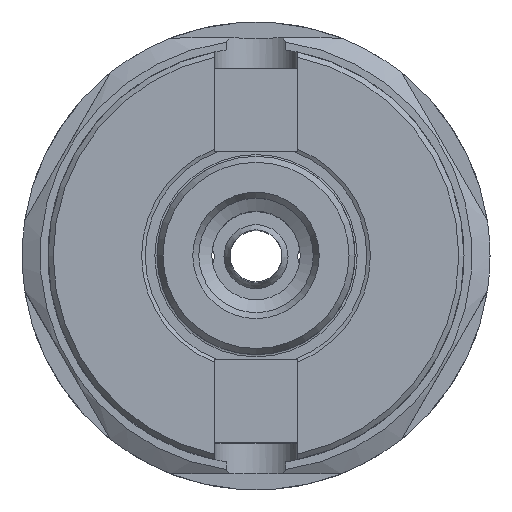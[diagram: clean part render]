
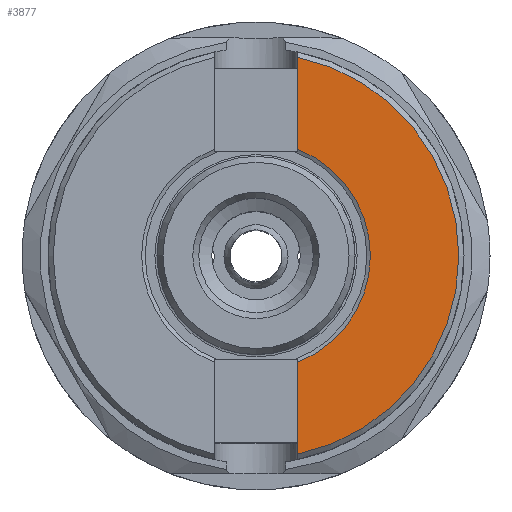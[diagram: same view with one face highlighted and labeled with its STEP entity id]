
A CAD part, top view. The second image highlights one B-rep face of the part: STEP entity #3877.
In plain terms, the highlighted planar face has unit normal (0, 0, 1).
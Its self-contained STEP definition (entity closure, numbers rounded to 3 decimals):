
#539 = LINE ( 'NONE', #3963, #5908 ) ;
#824 = EDGE_CURVE ( 'NONE', #4603, #4285, #2546, .T. ) ;
#1159 = CARTESIAN_POINT ( 'NONE',  ( 4., -19.085, 16. ) ) ;
#1293 = AXIS2_PLACEMENT_3D ( 'NONE', #4868, #1304, #5933 ) ;
#1304 = DIRECTION ( 'NONE',  ( 0., 0., 1. ) ) ;
#1439 = CIRCLE ( 'NONE', #6310, 11. ) ;
#2055 = CARTESIAN_POINT ( 'NONE',  ( 0., 20., 16. ) ) ;
#2183 = CARTESIAN_POINT ( 'NONE',  ( 4., 10.247, 16. ) ) ;
#2199 = CARTESIAN_POINT ( 'NONE',  ( 0., 0., 16. ) ) ;
#2439 = CARTESIAN_POINT ( 'NONE',  ( 4., 19.085, 16. ) ) ;
#2546 = CIRCLE ( 'NONE', #1293, 19.5 ) ;
#2605 = DIRECTION ( 'NONE',  ( -1., 0., 0. ) ) ;
#2734 = DIRECTION ( 'NONE',  ( 1., 0., 0. ) ) ;
#3019 = DIRECTION ( 'NONE',  ( 0., -1., 0. ) ) ;
#3144 = PLANE ( 'NONE',  #6902 ) ;
#3146 = LINE ( 'NONE', #4157, #5964 ) ;
#3295 = VERTEX_POINT ( 'NONE', #5164 ) ;
#3441 = ORIENTED_EDGE ( 'NONE', *, *, #5250, .T. ) ;
#3533 = EDGE_LOOP ( 'NONE', ( #5750, #5344, #3441, #5414 ) ) ;
#3877 = ADVANCED_FACE ( 'NONE', ( #5998 ), #3144, .F. ) ;
#3963 = CARTESIAN_POINT ( 'NONE',  ( 4., -22., 16. ) ) ;
#3996 = VERTEX_POINT ( 'NONE', #2183 ) ;
#4157 = CARTESIAN_POINT ( 'NONE',  ( 4., 22., 16. ) ) ;
#4171 = EDGE_CURVE ( 'NONE', #4603, #3295, #539, .T. ) ;
#4285 = VERTEX_POINT ( 'NONE', #2439 ) ;
#4557 = EDGE_CURVE ( 'NONE', #3295, #3996, #1439, .T. ) ;
#4603 = VERTEX_POINT ( 'NONE', #1159 ) ;
#4868 = CARTESIAN_POINT ( 'NONE',  ( 0., 0., 16. ) ) ;
#5164 = CARTESIAN_POINT ( 'NONE',  ( 4., -10.247, 16. ) ) ;
#5250 = EDGE_CURVE ( 'NONE', #4285, #3996, #3146, .T. ) ;
#5344 = ORIENTED_EDGE ( 'NONE', *, *, #824, .T. ) ;
#5414 = ORIENTED_EDGE ( 'NONE', *, *, #4557, .F. ) ;
#5750 = ORIENTED_EDGE ( 'NONE', *, *, #4171, .F. ) ;
#5816 = DIRECTION ( 'NONE',  ( 0., 0., -1. ) ) ;
#5908 = VECTOR ( 'NONE', #6066, 1000. ) ;
#5933 = DIRECTION ( 'NONE',  ( -1., 0., 0. ) ) ;
#5939 = DIRECTION ( 'NONE',  ( 0., 0., 1. ) ) ;
#5964 = VECTOR ( 'NONE', #3019, 1000. ) ;
#5998 = FACE_OUTER_BOUND ( 'NONE', #3533, .T. ) ;
#6066 = DIRECTION ( 'NONE',  ( 0., 1., 0. ) ) ;
#6310 = AXIS2_PLACEMENT_3D ( 'NONE', #2199, #5939, #2734 ) ;
#6902 = AXIS2_PLACEMENT_3D ( 'NONE', #2055, #5816, #2605 ) ;
